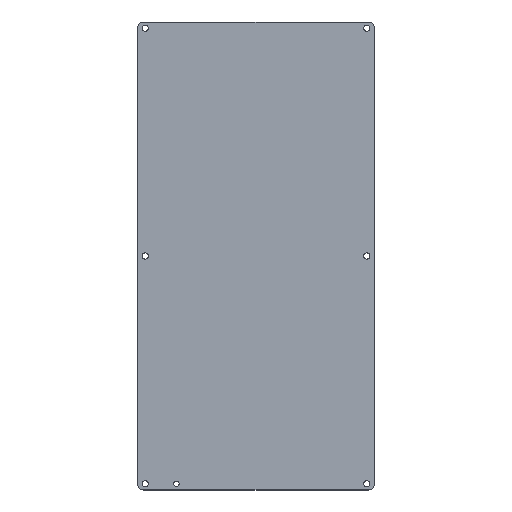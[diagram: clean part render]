
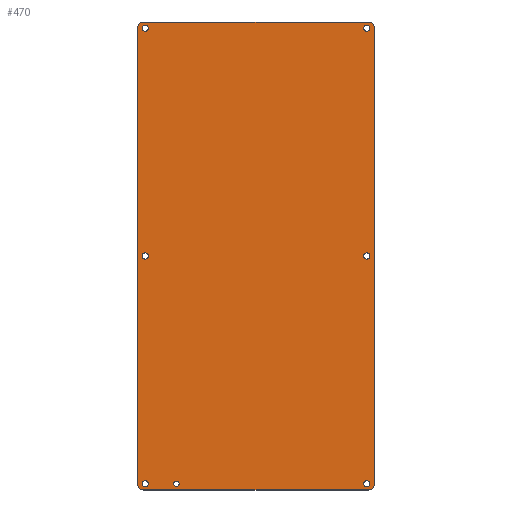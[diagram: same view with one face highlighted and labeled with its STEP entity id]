
A CAD part, top view. The second image highlights one B-rep face of the part: STEP entity #470.
In plain terms, the highlighted planar face has unit normal (0, 0, 1).
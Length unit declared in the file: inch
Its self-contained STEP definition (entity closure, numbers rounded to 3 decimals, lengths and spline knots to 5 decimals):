
#5 = VERTEX_POINT ( 'NONE', #553 ) ;
#6 = CARTESIAN_POINT ( 'NONE',  ( -4.3125, -9.125, 0. ) ) ;
#8 = VERTEX_POINT ( 'NONE', #156 ) ;
#10 = CARTESIAN_POINT ( 'NONE',  ( 4.5625, 9.125, 0. ) ) ;
#12 = AXIS2_PLACEMENT_3D ( 'NONE', #464, #173, #273 ) ;
#29 = CARTESIAN_POINT ( 'NONE',  ( 4.4375, -9.125, 0. ) ) ;
#31 = ORIENTED_EDGE ( 'NONE', *, *, #616, .T. ) ;
#36 = DIRECTION ( 'NONE',  ( 0., 1., 0. ) ) ;
#42 = CIRCLE ( 'NONE', #12, 0.25 ) ;
#46 = ORIENTED_EDGE ( 'NONE', *, *, #66, .T. ) ;
#56 = EDGE_LOOP ( 'NONE', ( #302 ) ) ;
#61 = AXIS2_PLACEMENT_3D ( 'NONE', #352, #400, #586 ) ;
#64 = CARTESIAN_POINT ( 'NONE',  ( -4.5, 9.375, 0. ) ) ;
#66 = EDGE_CURVE ( 'NONE', #430, #8, #266, .T. ) ;
#81 = EDGE_LOOP ( 'NONE', ( #403 ) ) ;
#82 = VECTOR ( 'NONE', #596, 39.37008 ) ;
#85 = DIRECTION ( 'NONE',  ( 1., 0., 0. ) ) ;
#87 = EDGE_CURVE ( 'NONE', #465, #137, #143, .T. ) ;
#90 = EDGE_LOOP ( 'NONE', ( #129 ) ) ;
#91 = DIRECTION ( 'NONE',  ( 1., 0., 0. ) ) ;
#93 = CARTESIAN_POINT ( 'NONE',  ( -3.1875, -9.125, 0. ) ) ;
#94 = AXIS2_PLACEMENT_3D ( 'NONE', #93, #563, #513 ) ;
#98 = VERTEX_POINT ( 'NONE', #10 ) ;
#101 = CIRCLE ( 'NONE', #204, 0.125 ) ;
#103 = VERTEX_POINT ( 'NONE', #347 ) ;
#106 = VERTEX_POINT ( 'NONE', #6 ) ;
#107 = DIRECTION ( 'NONE',  ( 0., 0., 1. ) ) ;
#121 = CIRCLE ( 'NONE', #227, 0.25 ) ;
#124 = EDGE_CURVE ( 'NONE', #284, #430, #448, .T. ) ;
#129 = ORIENTED_EDGE ( 'NONE', *, *, #488, .T. ) ;
#137 = VERTEX_POINT ( 'NONE', #169 ) ;
#139 = CARTESIAN_POINT ( 'NONE',  ( -4.4375, 0., 0. ) ) ;
#142 = ORIENTED_EDGE ( 'NONE', *, *, #87, .T. ) ;
#143 = CIRCLE ( 'NONE', #196, 0.25 ) ;
#152 = EDGE_CURVE ( 'NONE', #246, #284, #42, .T. ) ;
#154 = ORIENTED_EDGE ( 'NONE', *, *, #152, .T. ) ;
#156 = CARTESIAN_POINT ( 'NONE',  ( 4.75, -9.125, 0. ) ) ;
#157 = CARTESIAN_POINT ( 'NONE',  ( 4.5, -9.375, 0. ) ) ;
#163 = CIRCLE ( 'NONE', #197, 0.125 ) ;
#169 = CARTESIAN_POINT ( 'NONE',  ( -4.75, 9.125, 0. ) ) ;
#173 = DIRECTION ( 'NONE',  ( 0., 0., 1. ) ) ;
#178 = CARTESIAN_POINT ( 'NONE',  ( -4.75, -9.125, 0. ) ) ;
#179 = EDGE_LOOP ( 'NONE', ( #573 ) ) ;
#180 = CARTESIAN_POINT ( 'NONE',  ( 4.75, 0., 0. ) ) ;
#183 = FACE_BOUND ( 'NONE', #179, .T. ) ;
#188 = PLANE ( 'NONE',  #320 ) ;
#193 = EDGE_CURVE ( 'NONE', #5, #420, #121, .T. ) ;
#196 = AXIS2_PLACEMENT_3D ( 'NONE', #206, #542, #506 ) ;
#197 = AXIS2_PLACEMENT_3D ( 'NONE', #139, #225, #91 ) ;
#199 = VERTEX_POINT ( 'NONE', #245 ) ;
#204 = AXIS2_PLACEMENT_3D ( 'NONE', #212, #360, #402 ) ;
#206 = CARTESIAN_POINT ( 'NONE',  ( -4.5, 9.125, 0. ) ) ;
#209 = DIRECTION ( 'NONE',  ( 1., 0., 0. ) ) ;
#212 = CARTESIAN_POINT ( 'NONE',  ( 4.4375, 9.125, 0. ) ) ;
#215 = FACE_BOUND ( 'NONE', #56, .T. ) ;
#218 = CIRCLE ( 'NONE', #348, 0.125 ) ;
#225 = DIRECTION ( 'NONE',  ( 0., 0., -1. ) ) ;
#226 = CARTESIAN_POINT ( 'NONE',  ( -4.4375, 9.125, 0. ) ) ;
#227 = AXIS2_PLACEMENT_3D ( 'NONE', #561, #271, #85 ) ;
#230 = LINE ( 'NONE', #381, #268 ) ;
#236 = ORIENTED_EDGE ( 'NONE', *, *, #193, .T. ) ;
#237 = CARTESIAN_POINT ( 'NONE',  ( 4.4375, 0., 0. ) ) ;
#245 = CARTESIAN_POINT ( 'NONE',  ( 4.5625, -9.125, 0. ) ) ;
#246 = VERTEX_POINT ( 'NONE', #178 ) ;
#252 = CARTESIAN_POINT ( 'NONE',  ( -4.3125, 9.125, 0. ) ) ;
#259 = CARTESIAN_POINT ( 'NONE',  ( 0., -9.375, 0. ) ) ;
#261 = FACE_BOUND ( 'NONE', #90, .T. ) ;
#266 = CIRCLE ( 'NONE', #288, 0.25 ) ;
#268 = VECTOR ( 'NONE', #290, 39.37008 ) ;
#271 = DIRECTION ( 'NONE',  ( 0., 0., 1. ) ) ;
#273 = DIRECTION ( 'NONE',  ( 1., 0., 0. ) ) ;
#284 = VERTEX_POINT ( 'NONE', #367 ) ;
#285 = DIRECTION ( 'NONE',  ( 0., 0., 1. ) ) ;
#288 = AXIS2_PLACEMENT_3D ( 'NONE', #546, #107, #209 ) ;
#289 = CIRCLE ( 'NONE', #94, 0.10913 ) ;
#290 = DIRECTION ( 'NONE',  ( 0., -1., 0. ) ) ;
#291 = ORIENTED_EDGE ( 'NONE', *, *, #565, .T. ) ;
#294 = VERTEX_POINT ( 'NONE', #442 ) ;
#296 = EDGE_CURVE ( 'NONE', #392, #392, #568, .T. ) ;
#302 = ORIENTED_EDGE ( 'NONE', *, *, #389, .T. ) ;
#310 = CARTESIAN_POINT ( 'NONE',  ( 0., 9.375, 0. ) ) ;
#320 = AXIS2_PLACEMENT_3D ( 'NONE', #521, #285, #560 ) ;
#341 = DIRECTION ( 'NONE',  ( 1., 0., 0. ) ) ;
#347 = CARTESIAN_POINT ( 'NONE',  ( 4.5625, 0., 0. ) ) ;
#348 = AXIS2_PLACEMENT_3D ( 'NONE', #237, #426, #341 ) ;
#352 = CARTESIAN_POINT ( 'NONE',  ( -4.4375, -9.125, 0. ) ) ;
#360 = DIRECTION ( 'NONE',  ( 0., 0., -1. ) ) ;
#362 = EDGE_CURVE ( 'NONE', #420, #465, #499, .T. ) ;
#367 = CARTESIAN_POINT ( 'NONE',  ( -4.5, -9.375, 0. ) ) ;
#371 = DIRECTION ( 'NONE',  ( 1., 0., 0. ) ) ;
#381 = CARTESIAN_POINT ( 'NONE',  ( -4.75, 0., 0. ) ) ;
#382 = EDGE_LOOP ( 'NONE', ( #575 ) ) ;
#389 = EDGE_CURVE ( 'NONE', #106, #106, #427, .T. ) ;
#392 = VERTEX_POINT ( 'NONE', #252 ) ;
#393 = EDGE_LOOP ( 'NONE', ( #31 ) ) ;
#397 = AXIS2_PLACEMENT_3D ( 'NONE', #29, #510, #601 ) ;
#400 = DIRECTION ( 'NONE',  ( 0., 0., -1. ) ) ;
#402 = DIRECTION ( 'NONE',  ( 1., 0., 0. ) ) ;
#403 = ORIENTED_EDGE ( 'NONE', *, *, #440, .T. ) ;
#406 = FACE_BOUND ( 'NONE', #382, .T. ) ;
#418 = VECTOR ( 'NONE', #36, 39.37008 ) ;
#419 = DIRECTION ( 'NONE',  ( 0., 0., -1. ) ) ;
#420 = VERTEX_POINT ( 'NONE', #552 ) ;
#426 = DIRECTION ( 'NONE',  ( 0., 0., -1. ) ) ;
#427 = CIRCLE ( 'NONE', #61, 0.125 ) ;
#429 = FACE_OUTER_BOUND ( 'NONE', #566, .T. ) ;
#430 = VERTEX_POINT ( 'NONE', #157 ) ;
#440 = EDGE_CURVE ( 'NONE', #98, #98, #101, .T. ) ;
#442 = CARTESIAN_POINT ( 'NONE',  ( -3.07837, -9.125, 0. ) ) ;
#448 = LINE ( 'NONE', #259, #82 ) ;
#451 = FACE_BOUND ( 'NONE', #393, .T. ) ;
#453 = FACE_BOUND ( 'NONE', #81, .T. ) ;
#464 = CARTESIAN_POINT ( 'NONE',  ( -4.5, -9.125, 0. ) ) ;
#465 = VERTEX_POINT ( 'NONE', #64 ) ;
#469 = LINE ( 'NONE', #180, #418 ) ;
#470 = ADVANCED_FACE ( 'NONE', ( #261, #451, #215, #406, #453, #183, #612, #429 ), #188, .T. ) ;
#478 = EDGE_CURVE ( 'NONE', #294, #294, #289, .T. ) ;
#488 = EDGE_CURVE ( 'NONE', #528, #528, #163, .T. ) ;
#496 = EDGE_CURVE ( 'NONE', #8, #5, #469, .T. ) ;
#498 = ORIENTED_EDGE ( 'NONE', *, *, #124, .T. ) ;
#499 = LINE ( 'NONE', #310, #602 ) ;
#504 = AXIS2_PLACEMENT_3D ( 'NONE', #226, #419, #371 ) ;
#506 = DIRECTION ( 'NONE',  ( 1., 0., 0. ) ) ;
#509 = EDGE_LOOP ( 'NONE', ( #608 ) ) ;
#510 = DIRECTION ( 'NONE',  ( 0., 0., -1. ) ) ;
#513 = DIRECTION ( 'NONE',  ( 1., 0., 0. ) ) ;
#521 = CARTESIAN_POINT ( 'NONE',  ( 0., 0., 0. ) ) ;
#525 = ORIENTED_EDGE ( 'NONE', *, *, #496, .T. ) ;
#528 = VERTEX_POINT ( 'NONE', #534 ) ;
#534 = CARTESIAN_POINT ( 'NONE',  ( -4.3125, 0., 0. ) ) ;
#542 = DIRECTION ( 'NONE',  ( 0., 0., 1. ) ) ;
#543 = CIRCLE ( 'NONE', #397, 0.125 ) ;
#546 = CARTESIAN_POINT ( 'NONE',  ( 4.5, -9.125, 0. ) ) ;
#552 = CARTESIAN_POINT ( 'NONE',  ( 4.5, 9.375, 0. ) ) ;
#553 = CARTESIAN_POINT ( 'NONE',  ( 4.75, 9.125, 0. ) ) ;
#560 = DIRECTION ( 'NONE',  ( 1., 0., 0. ) ) ;
#561 = CARTESIAN_POINT ( 'NONE',  ( 4.5, 9.125, 0. ) ) ;
#563 = DIRECTION ( 'NONE',  ( 0., 0., -1. ) ) ;
#565 = EDGE_CURVE ( 'NONE', #137, #246, #230, .T. ) ;
#566 = EDGE_LOOP ( 'NONE', ( #291, #154, #498, #46, #525, #236, #584, #142 ) ) ;
#568 = CIRCLE ( 'NONE', #504, 0.125 ) ;
#573 = ORIENTED_EDGE ( 'NONE', *, *, #296, .T. ) ;
#575 = ORIENTED_EDGE ( 'NONE', *, *, #478, .T. ) ;
#584 = ORIENTED_EDGE ( 'NONE', *, *, #362, .T. ) ;
#585 = EDGE_CURVE ( 'NONE', #199, #199, #543, .T. ) ;
#586 = DIRECTION ( 'NONE',  ( 1., 0., 0. ) ) ;
#591 = DIRECTION ( 'NONE',  ( -1., 0., 0. ) ) ;
#596 = DIRECTION ( 'NONE',  ( 1., 0., 0. ) ) ;
#601 = DIRECTION ( 'NONE',  ( 1., 0., 0. ) ) ;
#602 = VECTOR ( 'NONE', #591, 39.37008 ) ;
#608 = ORIENTED_EDGE ( 'NONE', *, *, #585, .T. ) ;
#612 = FACE_BOUND ( 'NONE', #509, .T. ) ;
#616 = EDGE_CURVE ( 'NONE', #103, #103, #218, .T. ) ;
